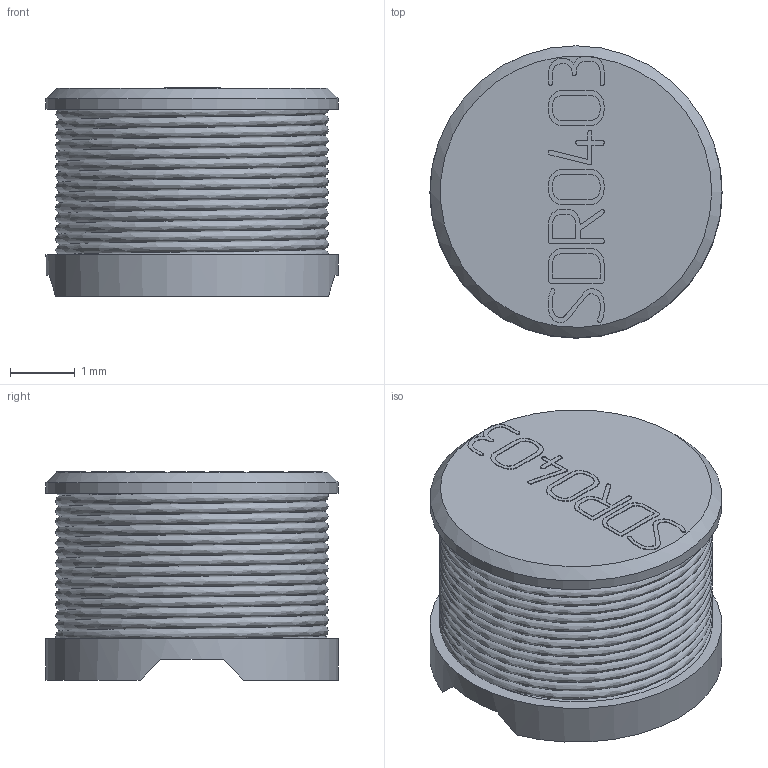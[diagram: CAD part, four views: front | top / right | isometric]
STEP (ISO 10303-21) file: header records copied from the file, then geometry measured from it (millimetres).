
FILE_DESCRIPTION(('STEP AP214'), '1');
FILE_NAME('SDR_inductor', '2019-03-02T22:15:44', ('Che'), (''), 'ASCON STEP Converter 1.3', 'ASCON Math Kernel', '');
FILE_SCHEMA(('AUTOMOTIVE_DESIGN { 1 0 10303 214 3 1 1}'));
Length unit declared in the file: millimetre
Bounding box: 4.5 x 4.5 x 3.21 mm (x, y, z)
Volume: 16.8 mm3; surface area: 163.2 mm2
Topology: 1 solids, 1 shells, 633 faces, 1851 edges, 1233 vertices
Faces by surface type: plane 599, cylinder 32, cone 1, bspline 1
Full cylindrical faces by diameter (mm): 4.5 x2
Entity records: 33734 total; most frequent: CARTESIAN_POINT 11783, ORIENTED_EDGE 3692, DIRECTION 3178, EDGE_CURVE 1846, LINE 1768, VECTOR 1768, VERTEX_POINT 1235, AXIS2_PLACEMENT_3D 705
